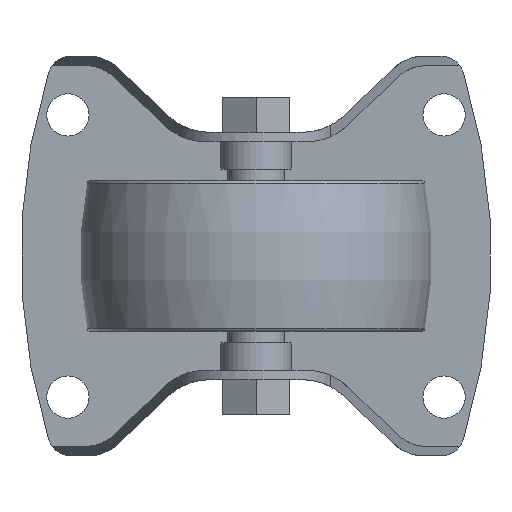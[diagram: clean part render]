
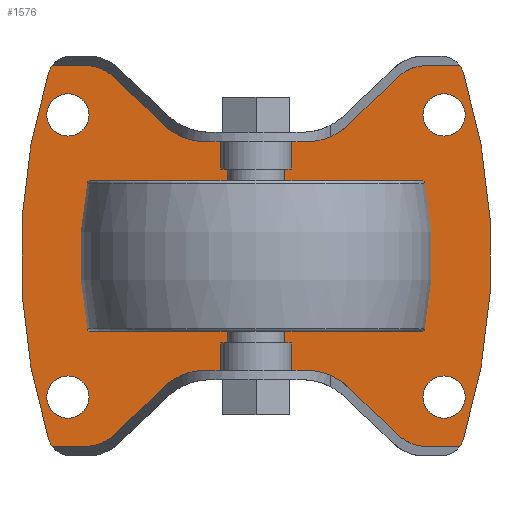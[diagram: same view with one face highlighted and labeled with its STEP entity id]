
A CAD part, front view. The second image highlights one B-rep face of the part: STEP entity #1576.
In plain terms, the highlighted planar face has unit normal (0, -1, 0).
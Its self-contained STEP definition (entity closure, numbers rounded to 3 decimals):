
#125=LINE('',#2509,#245);
#129=LINE('',#2521,#249);
#131=LINE('',#2530,#251);
#136=LINE('',#2550,#256);
#139=LINE('',#2559,#259);
#142=LINE('',#2565,#262);
#146=LINE('',#2577,#266);
#148=LINE('',#2594,#268);
#153=LINE('',#2605,#273);
#156=LINE('',#2614,#276);
#245=VECTOR('',#1990,1000.);
#249=VECTOR('',#2002,1000.);
#251=VECTOR('',#2010,1000.);
#256=VECTOR('',#2023,1000.);
#259=VECTOR('',#2034,1000.);
#262=VECTOR('',#2039,1000.);
#266=VECTOR('',#2051,1000.);
#268=VECTOR('',#2065,1000.);
#273=VECTOR('',#2072,1000.);
#276=VECTOR('',#2083,1000.);
#326=PLANE('',#1746);
#581=ORIENTED_EDGE('',*,*,#945,.T.);
#582=ORIENTED_EDGE('',*,*,#946,.T.);
#583=ORIENTED_EDGE('',*,*,#947,.T.);
#584=ORIENTED_EDGE('',*,*,#948,.T.);
#585=ORIENTED_EDGE('',*,*,#925,.T.);
#586=ORIENTED_EDGE('',*,*,#800,.T.);
#587=ORIENTED_EDGE('',*,*,#924,.F.);
#588=ORIENTED_EDGE('',*,*,#922,.F.);
#589=ORIENTED_EDGE('',*,*,#919,.F.);
#590=ORIENTED_EDGE('',*,*,#944,.T.);
#591=ORIENTED_EDGE('',*,*,#914,.F.);
#592=ORIENTED_EDGE('',*,*,#909,.T.);
#593=ORIENTED_EDGE('',*,*,#907,.F.);
#594=ORIENTED_EDGE('',*,*,#904,.F.);
#595=ORIENTED_EDGE('',*,*,#901,.F.);
#596=ORIENTED_EDGE('',*,*,#820,.T.);
#597=ORIENTED_EDGE('',*,*,#930,.T.);
#598=ORIENTED_EDGE('',*,*,#812,.T.);
#599=ORIENTED_EDGE('',*,*,#898,.F.);
#600=ORIENTED_EDGE('',*,*,#896,.F.);
#601=ORIENTED_EDGE('',*,*,#893,.F.);
#602=ORIENTED_EDGE('',*,*,#889,.T.);
#603=ORIENTED_EDGE('',*,*,#885,.F.);
#604=ORIENTED_EDGE('',*,*,#941,.T.);
#605=ORIENTED_EDGE('',*,*,#881,.F.);
#606=ORIENTED_EDGE('',*,*,#878,.F.);
#607=ORIENTED_EDGE('',*,*,#875,.F.);
#608=ORIENTED_EDGE('',*,*,#808,.T.);
#800=EDGE_CURVE('',#1017,#1016,#1160,.F.);
#808=EDGE_CURVE('',#1019,#1024,#1163,.F.);
#812=EDGE_CURVE('',#1029,#1028,#1164,.F.);
#820=EDGE_CURVE('',#1031,#1036,#1167,.F.);
#875=EDGE_CURVE('',#1019,#1073,#125,.T.);
#878=EDGE_CURVE('',#1073,#1075,#1175,.T.);
#881=EDGE_CURVE('',#1075,#1077,#129,.T.);
#885=EDGE_CURVE('',#1082,#1083,#131,.T.);
#889=EDGE_CURVE('',#1086,#1083,#1178,.T.);
#893=EDGE_CURVE('',#1086,#1087,#136,.T.);
#896=EDGE_CURVE('',#1087,#1089,#1179,.T.);
#898=EDGE_CURVE('',#1089,#1028,#139,.T.);
#901=EDGE_CURVE('',#1031,#1091,#142,.T.);
#904=EDGE_CURVE('',#1091,#1093,#1180,.T.);
#907=EDGE_CURVE('',#1093,#1095,#146,.T.);
#909=EDGE_CURVE('',#1098,#1095,#1181,.T.);
#914=EDGE_CURVE('',#1098,#1102,#148,.T.);
#919=EDGE_CURVE('',#1106,#1103,#153,.T.);
#922=EDGE_CURVE('',#1103,#1107,#1184,.T.);
#924=EDGE_CURVE('',#1107,#1016,#156,.T.);
#925=EDGE_CURVE('',#1024,#1017,#1185,.F.);
#930=EDGE_CURVE('',#1036,#1029,#1188,.F.);
#941=EDGE_CURVE('',#1082,#1077,#1195,.T.);
#944=EDGE_CURVE('',#1106,#1102,#1196,.T.);
#945=EDGE_CURVE('',#1117,#1117,#1197,.T.);
#946=EDGE_CURVE('',#1118,#1118,#1198,.T.);
#947=EDGE_CURVE('',#1119,#1119,#1199,.T.);
#948=EDGE_CURVE('',#1120,#1120,#1200,.T.);
#1016=VERTEX_POINT('',#2349);
#1017=VERTEX_POINT('',#2351);
#1019=VERTEX_POINT('',#2357);
#1024=VERTEX_POINT('',#2366);
#1028=VERTEX_POINT('',#2375);
#1029=VERTEX_POINT('',#2377);
#1031=VERTEX_POINT('',#2383);
#1036=VERTEX_POINT('',#2392);
#1073=VERTEX_POINT('',#2506);
#1075=VERTEX_POINT('',#2512);
#1077=VERTEX_POINT('',#2518);
#1082=VERTEX_POINT('',#2529);
#1083=VERTEX_POINT('',#2531);
#1086=VERTEX_POINT('',#2543);
#1087=VERTEX_POINT('',#2547);
#1089=VERTEX_POINT('',#2553);
#1091=VERTEX_POINT('',#2562);
#1093=VERTEX_POINT('',#2568);
#1095=VERTEX_POINT('',#2574);
#1098=VERTEX_POINT('',#2582);
#1102=VERTEX_POINT('',#2595);
#1103=VERTEX_POINT('',#2599);
#1106=VERTEX_POINT('',#2604);
#1107=VERTEX_POINT('',#2608);
#1117=VERTEX_POINT('',#2666);
#1118=VERTEX_POINT('',#2668);
#1119=VERTEX_POINT('',#2670);
#1120=VERTEX_POINT('',#2672);
#1160=CIRCLE('',#1649,5.);
#1163=CIRCLE('',#1654,5.);
#1164=CIRCLE('',#1657,5.);
#1167=CIRCLE('',#1662,5.);
#1175=CIRCLE('',#1694,9.);
#1178=CIRCLE('',#1701,13.);
#1179=CIRCLE('',#1705,9.);
#1180=CIRCLE('',#1710,9.);
#1181=CIRCLE('',#1714,13.);
#1184=CIRCLE('',#1721,9.);
#1185=CIRCLE('',#1724,131.623);
#1188=CIRCLE('',#1730,131.623);
#1195=CIRCLE('',#1742,13.);
#1196=CIRCLE('',#1745,13.);
#1197=CIRCLE('',#1747,4.5);
#1198=CIRCLE('',#1748,4.5);
#1199=CIRCLE('',#1749,4.5);
#1200=CIRCLE('',#1750,4.5);
#1278=EDGE_LOOP('',(#581));
#1279=EDGE_LOOP('',(#582));
#1280=EDGE_LOOP('',(#583));
#1281=EDGE_LOOP('',(#584));
#1282=EDGE_LOOP('',(#585,#586,#587,#588,#589,#590,#591,#592,#593,#594,#595,
#596,#597,#598,#599,#600,#601,#602,#603,#604,#605,#606,#607,#608));
#1416=FACE_BOUND('',#1278,.T.);
#1417=FACE_BOUND('',#1279,.T.);
#1418=FACE_BOUND('',#1280,.T.);
#1419=FACE_BOUND('',#1281,.T.);
#1420=FACE_BOUND('',#1282,.T.);
#1576=ADVANCED_FACE('',(#1416,#1417,#1418,#1419,#1420),#326,.F.);
#1649=AXIS2_PLACEMENT_3D('',#2350,#1855,#1856);
#1654=AXIS2_PLACEMENT_3D('',#2367,#1869,#1870);
#1657=AXIS2_PLACEMENT_3D('',#2376,#1877,#1878);
#1662=AXIS2_PLACEMENT_3D('',#2393,#1891,#1892);
#1694=AXIS2_PLACEMENT_3D('',#2515,#1996,#1997);
#1701=AXIS2_PLACEMENT_3D('',#2542,#2016,#2017);
#1705=AXIS2_PLACEMENT_3D('',#2556,#2029,#2030);
#1710=AXIS2_PLACEMENT_3D('',#2571,#2045,#2046);
#1714=AXIS2_PLACEMENT_3D('',#2581,#2056,#2057);
#1721=AXIS2_PLACEMENT_3D('',#2611,#2078,#2079);
#1724=AXIS2_PLACEMENT_3D('',#2616,#2086,#2087);
#1730=AXIS2_PLACEMENT_3D('',#2628,#2098,#2099);
#1742=AXIS2_PLACEMENT_3D('',#2654,#2122,#2123);
#1745=AXIS2_PLACEMENT_3D('',#2663,#2128,#2129);
#1746=AXIS2_PLACEMENT_3D('',#2664,#2130,#2131);
#1747=AXIS2_PLACEMENT_3D('',#2665,#2132,#2133);
#1748=AXIS2_PLACEMENT_3D('',#2667,#2134,#2135);
#1749=AXIS2_PLACEMENT_3D('',#2669,#2136,#2137);
#1750=AXIS2_PLACEMENT_3D('',#2671,#2138,#2139);
#1855=DIRECTION('',(0.,1.,0.));
#1856=DIRECTION('',(0.,0.,1.));
#1869=DIRECTION('',(0.,1.,0.));
#1870=DIRECTION('',(0.,0.,1.));
#1877=DIRECTION('',(0.,1.,0.));
#1878=DIRECTION('',(0.,0.,1.));
#1891=DIRECTION('',(0.,1.,0.));
#1892=DIRECTION('',(0.,0.,1.));
#1990=DIRECTION('',(1.,0.,0.));
#1996=DIRECTION('',(0.,1.,0.));
#1997=DIRECTION('',(1.,0.,0.));
#2002=DIRECTION('',(0.724,0.,-0.69));
#2010=DIRECTION('',(1.,0.,0.));
#2016=DIRECTION('',(0.,1.,0.));
#2017=DIRECTION('',(1.,0.,0.));
#2023=DIRECTION('',(0.724,0.,0.69));
#2029=DIRECTION('',(0.,1.,0.));
#2030=DIRECTION('',(1.,0.,0.));
#2034=DIRECTION('',(1.,0.,0.));
#2039=DIRECTION('',(-1.,0.,0.));
#2045=DIRECTION('',(0.,1.,0.));
#2046=DIRECTION('',(1.,0.,0.));
#2051=DIRECTION('',(-0.724,0.,0.69));
#2056=DIRECTION('',(0.,1.,0.));
#2057=DIRECTION('',(1.,0.,0.));
#2065=DIRECTION('',(-1.,0.,0.));
#2072=DIRECTION('',(-0.724,0.,-0.69));
#2078=DIRECTION('',(0.,1.,0.));
#2079=DIRECTION('',(1.,0.,0.));
#2083=DIRECTION('',(-1.,0.,0.));
#2086=DIRECTION('',(0.,1.,0.));
#2087=DIRECTION('',(0.,0.,1.));
#2098=DIRECTION('',(0.,1.,0.));
#2099=DIRECTION('',(0.,0.,1.));
#2122=DIRECTION('',(0.,1.,0.));
#2123=DIRECTION('',(1.,0.,0.));
#2128=DIRECTION('',(0.,1.,0.));
#2129=DIRECTION('',(1.,0.,0.));
#2130=DIRECTION('',(0.,1.,0.));
#2131=DIRECTION('',(0.,0.,1.));
#2132=DIRECTION('',(0.,1.,0.));
#2133=DIRECTION('',(0.,0.,1.));
#2134=DIRECTION('',(0.,1.,0.));
#2135=DIRECTION('',(0.,0.,1.));
#2136=DIRECTION('',(0.,1.,0.));
#2137=DIRECTION('',(0.,0.,1.));
#2138=DIRECTION('',(0.,1.,0.));
#2139=DIRECTION('',(0.,0.,1.));
#2349=CARTESIAN_POINT('',(-43.317,58.504,-40.504));
#2350=CARTESIAN_POINT('',(-39.32,58.504,-37.5));
#2351=CARTESIAN_POINT('',(-44.095,58.504,-38.981));
#2357=CARTESIAN_POINT('',(-43.317,58.504,40.504));
#2366=CARTESIAN_POINT('',(-44.095,58.504,38.981));
#2367=CARTESIAN_POINT('',(-39.32,58.504,37.5));
#2375=CARTESIAN_POINT('',(43.317,58.504,40.504));
#2376=CARTESIAN_POINT('',(39.32,58.504,37.5));
#2377=CARTESIAN_POINT('',(44.095,58.504,38.981));
#2383=CARTESIAN_POINT('',(43.317,58.504,-40.504));
#2392=CARTESIAN_POINT('',(44.095,58.504,-38.981));
#2393=CARTESIAN_POINT('',(39.32,58.504,-37.5));
#2506=CARTESIAN_POINT('',(-35.6,58.504,40.504));
#2509=CARTESIAN_POINT('',(-66.667,58.504,40.504));
#2512=CARTESIAN_POINT('',(-30.77,58.504,38.571));
#2515=CARTESIAN_POINT('',(-36.385,58.504,31.538));
#2518=CARTESIAN_POINT('',(-20.143,58.504,28.449));
#2521=CARTESIAN_POINT('',(-30.77,58.504,38.571));
#2529=CARTESIAN_POINT('',(-9.8,58.504,24.311));
#2530=CARTESIAN_POINT('',(-9.8,58.504,24.311));
#2531=CARTESIAN_POINT('',(9.8,58.504,24.311));
#2542=CARTESIAN_POINT('',(10.608,58.504,37.286));
#2543=CARTESIAN_POINT('',(20.143,58.504,28.449));
#2547=CARTESIAN_POINT('',(30.77,58.504,38.571));
#2550=CARTESIAN_POINT('',(20.143,58.504,28.449));
#2553=CARTESIAN_POINT('',(35.6,58.504,40.504));
#2556=CARTESIAN_POINT('',(36.385,58.504,31.538));
#2559=CARTESIAN_POINT('',(35.6,58.504,40.504));
#2562=CARTESIAN_POINT('',(35.6,58.504,-40.504));
#2565=CARTESIAN_POINT('',(66.667,58.504,-40.504));
#2568=CARTESIAN_POINT('',(30.77,58.504,-38.571));
#2571=CARTESIAN_POINT('',(36.385,58.504,-31.538));
#2574=CARTESIAN_POINT('',(20.143,58.504,-28.449));
#2577=CARTESIAN_POINT('',(30.77,58.504,-38.571));
#2581=CARTESIAN_POINT('',(10.608,58.504,-37.286));
#2582=CARTESIAN_POINT('',(9.8,58.504,-24.311));
#2594=CARTESIAN_POINT('',(9.8,58.504,-24.311));
#2595=CARTESIAN_POINT('',(-9.8,58.504,-24.311));
#2599=CARTESIAN_POINT('',(-30.77,58.504,-38.571));
#2604=CARTESIAN_POINT('',(-20.143,58.504,-28.449));
#2605=CARTESIAN_POINT('',(-20.143,58.504,-28.449));
#2608=CARTESIAN_POINT('',(-35.6,58.504,-40.504));
#2611=CARTESIAN_POINT('',(-36.385,58.504,-31.538));
#2614=CARTESIAN_POINT('',(-35.6,58.504,-40.504));
#2616=CARTESIAN_POINT('',(81.623,58.504,0.));
#2628=CARTESIAN_POINT('',(-81.623,58.504,0.));
#2654=CARTESIAN_POINT('',(-10.608,58.504,37.286));
#2663=CARTESIAN_POINT('',(-10.608,58.504,-37.286));
#2664=CARTESIAN_POINT('',(-36.385,58.504,31.538));
#2665=CARTESIAN_POINT('',(-40.,58.504,30.));
#2666=CARTESIAN_POINT('',(-40.,58.504,34.5));
#2667=CARTESIAN_POINT('',(-40.,58.504,-30.));
#2668=CARTESIAN_POINT('',(-40.,58.504,-25.5));
#2669=CARTESIAN_POINT('',(40.,58.504,30.));
#2670=CARTESIAN_POINT('',(40.,58.504,34.5));
#2671=CARTESIAN_POINT('',(40.,58.504,-30.));
#2672=CARTESIAN_POINT('',(40.,58.504,-25.5));
